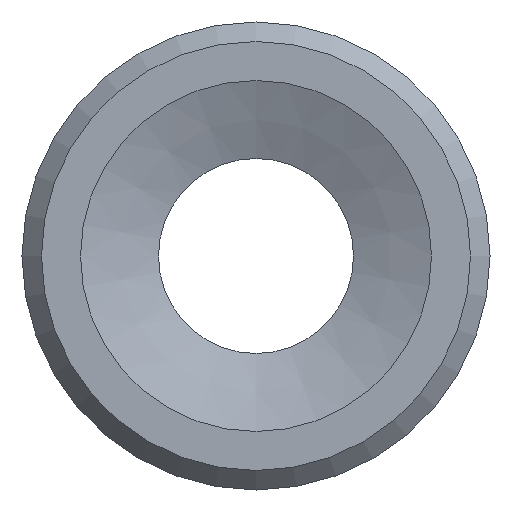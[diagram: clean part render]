
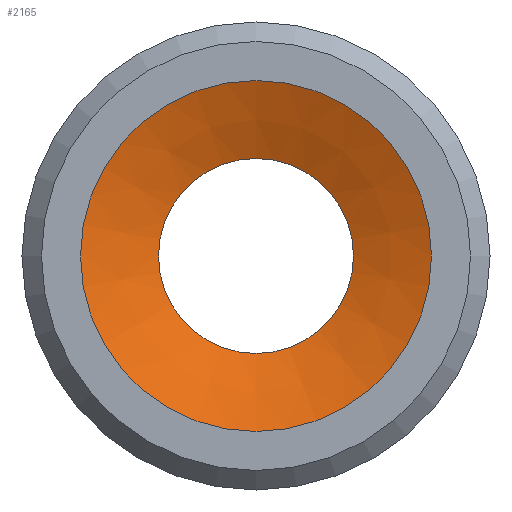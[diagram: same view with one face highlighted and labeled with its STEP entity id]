
A CAD part, front view. The second image highlights one B-rep face of the part: STEP entity #2165.
In plain terms, the highlighted conical face has half-angle 68 degrees and reference radius 2.5 mm.
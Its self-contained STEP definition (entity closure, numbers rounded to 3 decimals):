
#20=CONICAL_SURFACE('',#2273,2.5,1.187);
#45=CIRCLE('',#2272,2.5);
#46=CIRCLE('',#2274,4.5);
#1066=ORIENTED_EDGE('',*,*,#1378,.T.);
#1067=ORIENTED_EDGE('',*,*,#1377,.F.);
#1377=EDGE_CURVE('',#1582,#1582,#45,.T.);
#1378=EDGE_CURVE('',#1583,#1583,#46,.T.);
#1582=VERTEX_POINT('',#5967);
#1583=VERTEX_POINT('',#5970);
#1810=EDGE_LOOP('',(#1066));
#1811=EDGE_LOOP('',(#1067));
#1964=FACE_BOUND('',#1810,.T.);
#1965=FACE_BOUND('',#1811,.T.);
#2165=ADVANCED_FACE('',(#1964,#1965),#20,.F.);
#2272=AXIS2_PLACEMENT_3D('',#5966,#2654,#2655);
#2273=AXIS2_PLACEMENT_3D('',#5968,#2656,#2657);
#2274=AXIS2_PLACEMENT_3D('',#5969,#2658,#2659);
#2654=DIRECTION('',(0.,-1.,0.));
#2655=DIRECTION('',(0.,0.,-1.));
#2656=DIRECTION('',(0.,-1.,0.));
#2657=DIRECTION('',(0.,0.,-1.));
#2658=DIRECTION('',(0.,-1.,0.));
#2659=DIRECTION('',(0.,0.,-1.));
#5966=CARTESIAN_POINT('',(0.,19.308,0.));
#5967=CARTESIAN_POINT('',(0.,19.308,-2.5));
#5968=CARTESIAN_POINT('',(0.,19.308,0.));
#5969=CARTESIAN_POINT('',(0.,18.5,0.));
#5970=CARTESIAN_POINT('',(0.,18.5,-4.5));
